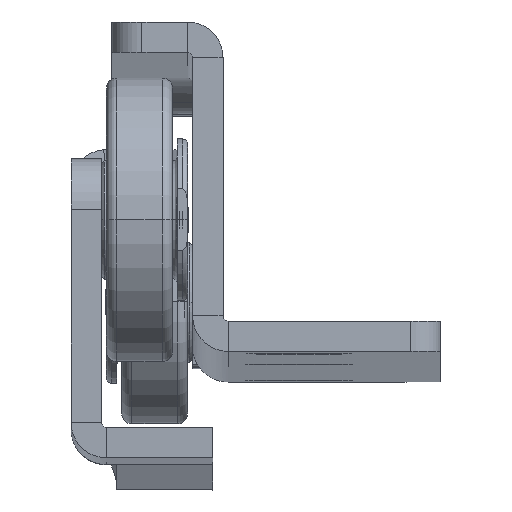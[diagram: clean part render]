
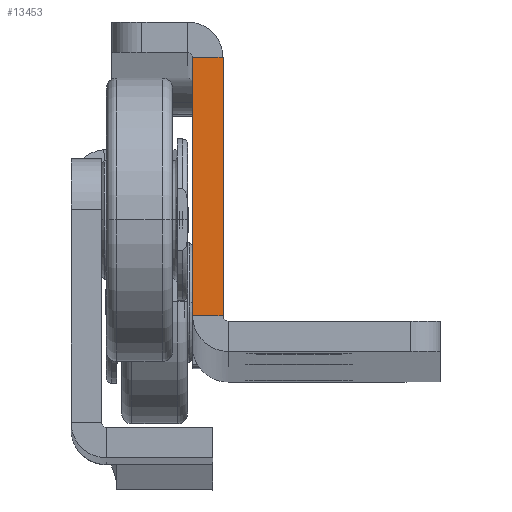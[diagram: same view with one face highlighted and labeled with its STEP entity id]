
A CAD part, top view. The second image highlights one B-rep face of the part: STEP entity #13453.
In plain terms, the highlighted face is planar.
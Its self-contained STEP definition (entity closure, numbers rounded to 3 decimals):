
#2878 = LINE ( 'NONE', #19636, #50039 ) ;
#7746 = VERTEX_POINT ( 'NONE', #31834 ) ;
#9532 = EDGE_CURVE ( 'NONE', #7746, #33502, #12843, .T. ) ;
#11080 = VECTOR ( 'NONE', #53997, 1000. ) ;
#12696 = ORIENTED_EDGE ( 'NONE', *, *, #37038, .T. ) ;
#12843 = LINE ( 'NONE', #30197, #40414 ) ;
#13179 = DIRECTION ( 'NONE',  ( 0., 0., -1. ) ) ;
#13453 = ADVANCED_FACE ( 'NONE', ( #51206 ), #47576, .F. ) ;
#16448 = EDGE_LOOP ( 'NONE', ( #27903, #12696, #16916, #53361 ) ) ;
#16519 = CARTESIAN_POINT ( 'NONE',  ( 0., -6., 400. ) ) ;
#16916 = ORIENTED_EDGE ( 'NONE', *, *, #9532, .T. ) ;
#19636 = CARTESIAN_POINT ( 'NONE',  ( 0., -29., 400. ) ) ;
#20557 = CARTESIAN_POINT ( 'NONE',  ( 3., 19.5, 400. ) ) ;
#21923 = DIRECTION ( 'NONE',  ( 0., 1., 0. ) ) ;
#23715 = EDGE_CURVE ( 'NONE', #24634, #42884, #2878, .T. ) ;
#24634 = VERTEX_POINT ( 'NONE', #27380 ) ;
#26388 = CARTESIAN_POINT ( 'NONE',  ( 0., 29., 400. ) ) ;
#27210 = VECTOR ( 'NONE', #48169, 1000. ) ;
#27380 = CARTESIAN_POINT ( 'NONE',  ( 0., 19.5, 400. ) ) ;
#27903 = ORIENTED_EDGE ( 'NONE', *, *, #23715, .T. ) ;
#30197 = CARTESIAN_POINT ( 'NONE',  ( 3., -29., 400. ) ) ;
#31834 = CARTESIAN_POINT ( 'NONE',  ( 3., -6., 400. ) ) ;
#33502 = VERTEX_POINT ( 'NONE', #20557 ) ;
#36407 = DIRECTION ( 'NONE',  ( 0., -1., 0. ) ) ;
#37038 = EDGE_CURVE ( 'NONE', #42884, #7746, #49027, .T. ) ;
#38859 = CARTESIAN_POINT ( 'NONE',  ( 0., 19.5, 400. ) ) ;
#40414 = VECTOR ( 'NONE', #21923, 1000. ) ;
#42884 = VERTEX_POINT ( 'NONE', #46816 ) ;
#46816 = CARTESIAN_POINT ( 'NONE',  ( 0., -6., 400. ) ) ;
#47576 = PLANE ( 'NONE',  #51566 ) ;
#48169 = DIRECTION ( 'NONE',  ( -1., 0., 0. ) ) ;
#48304 = EDGE_CURVE ( 'NONE', #33502, #24634, #51785, .T. ) ;
#49027 = LINE ( 'NONE', #16519, #11080 ) ;
#50039 = VECTOR ( 'NONE', #36407, 1000. ) ;
#51206 = FACE_OUTER_BOUND ( 'NONE', #16448, .T. ) ;
#51458 = DIRECTION ( 'NONE',  ( -1., 0., 0. ) ) ;
#51566 = AXIS2_PLACEMENT_3D ( 'NONE', #26388, #13179, #51458 ) ;
#51785 = LINE ( 'NONE', #38859, #27210 ) ;
#53361 = ORIENTED_EDGE ( 'NONE', *, *, #48304, .T. ) ;
#53997 = DIRECTION ( 'NONE',  ( 1., 0., 0. ) ) ;
